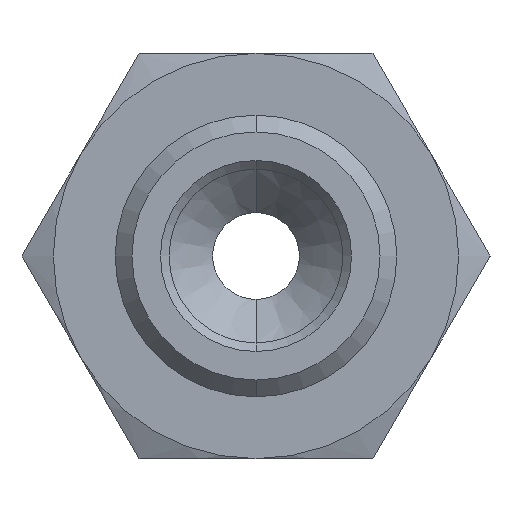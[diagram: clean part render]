
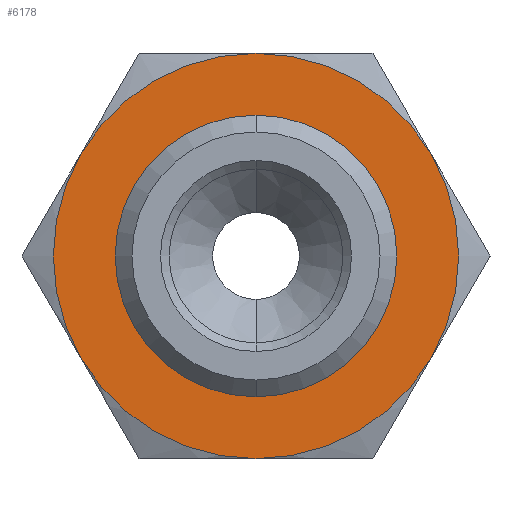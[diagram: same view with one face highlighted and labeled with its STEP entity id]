
A CAD part, left-side view. The second image highlights one B-rep face of the part: STEP entity #6178.
In plain terms, the highlighted planar face has unit normal (-1, 0, 0).
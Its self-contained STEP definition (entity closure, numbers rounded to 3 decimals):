
#99 = FACE_OUTER_BOUND ( 'NONE', #9898, .T. ) ;
#227 = AXIS2_PLACEMENT_3D ( 'NONE', #14666, #9901, #7507 ) ;
#230 = VERTEX_POINT ( 'NONE', #7033 ) ;
#959 = EDGE_CURVE ( 'NONE', #6048, #13535, #8893, .T. ) ;
#1083 = DIRECTION ( 'NONE',  ( 0., 0., 1. ) ) ;
#1095 = CARTESIAN_POINT ( 'NONE',  ( -28., 0., 0. ) ) ;
#1334 = ORIENTED_EDGE ( 'NONE', *, *, #10632, .T. ) ;
#1526 = AXIS2_PLACEMENT_3D ( 'NONE', #1095, #3568, #3457 ) ;
#1609 = AXIS2_PLACEMENT_3D ( 'NONE', #14969, #3994, #5250 ) ;
#2365 = DIRECTION ( 'NONE',  ( -1., 0., 0. ) ) ;
#2421 = CARTESIAN_POINT ( 'NONE',  ( -28., 6.062, 3.5 ) ) ;
#2563 = CARTESIAN_POINT ( 'NONE',  ( -28., 0., 0. ) ) ;
#3264 = VERTEX_POINT ( 'NONE', #11964 ) ;
#3457 = DIRECTION ( 'NONE',  ( 0., 0., 1. ) ) ;
#3568 = DIRECTION ( 'NONE',  ( 1., 0., 0. ) ) ;
#3737 = CARTESIAN_POINT ( 'NONE',  ( -28., 0., -7. ) ) ;
#3828 = DIRECTION ( 'NONE',  ( -1., 0., 0. ) ) ;
#3994 = DIRECTION ( 'NONE',  ( -1., 0., 0. ) ) ;
#4003 = VERTEX_POINT ( 'NONE', #4985 ) ;
#4631 = CARTESIAN_POINT ( 'NONE',  ( -28., 12.68, 0. ) ) ;
#4951 = CARTESIAN_POINT ( 'NONE',  ( -28., 0., 0. ) ) ;
#4985 = CARTESIAN_POINT ( 'NONE',  ( -28., -6.062, -3.5 ) ) ;
#5160 = AXIS2_PLACEMENT_3D ( 'NONE', #2563, #3828, #12180 ) ;
#5250 = DIRECTION ( 'NONE',  ( 0., 0., 1. ) ) ;
#5393 = CARTESIAN_POINT ( 'NONE',  ( -28., 0., 7. ) ) ;
#5578 = DIRECTION ( 'NONE',  ( 0., 0., 1. ) ) ;
#5713 = DIRECTION ( 'NONE',  ( -1., 0., 0. ) ) ;
#5778 = AXIS2_PLACEMENT_3D ( 'NONE', #4631, #2365, #10711 ) ;
#5821 = CIRCLE ( 'NONE', #1526, 4.289 ) ;
#5833 = PLANE ( 'NONE',  #5778 ) ;
#6023 = AXIS2_PLACEMENT_3D ( 'NONE', #4951, #9742, #11059 ) ;
#6048 = VERTEX_POINT ( 'NONE', #11957 ) ;
#6074 = ORIENTED_EDGE ( 'NONE', *, *, #13234, .T. ) ;
#6129 = VERTEX_POINT ( 'NONE', #2421 ) ;
#6178 = ADVANCED_FACE ( 'NONE', ( #8384, #99 ), #5833, .T. ) ;
#6232 = ORIENTED_EDGE ( 'NONE', *, *, #13947, .T. ) ;
#6274 = EDGE_CURVE ( 'NONE', #4003, #6048, #6865, .T. ) ;
#6369 = CARTESIAN_POINT ( 'NONE',  ( -28., 0., 0. ) ) ;
#6865 = CIRCLE ( 'NONE', #10895, 7. ) ;
#7033 = CARTESIAN_POINT ( 'NONE',  ( -28., 0., 4.289 ) ) ;
#7201 = CARTESIAN_POINT ( 'NONE',  ( -28., 6.062, -3.5 ) ) ;
#7353 = ORIENTED_EDGE ( 'NONE', *, *, #6274, .T. ) ;
#7404 = CIRCLE ( 'NONE', #14744, 7. ) ;
#7507 = DIRECTION ( 'NONE',  ( 0., 0., 1. ) ) ;
#8115 = CARTESIAN_POINT ( 'NONE',  ( -28., 0., 0. ) ) ;
#8384 = FACE_BOUND ( 'NONE', #14989, .T. ) ;
#8638 = CIRCLE ( 'NONE', #227, 4.289 ) ;
#8893 = CIRCLE ( 'NONE', #5160, 7. ) ;
#8929 = DIRECTION ( 'NONE',  ( -1., 0., 0. ) ) ;
#9431 = VERTEX_POINT ( 'NONE', #3737 ) ;
#9445 = CIRCLE ( 'NONE', #1609, 7. ) ;
#9460 = EDGE_CURVE ( 'NONE', #6129, #12223, #10622, .T. ) ;
#9742 = DIRECTION ( 'NONE',  ( -1., 0., 0. ) ) ;
#9898 = EDGE_LOOP ( 'NONE', ( #10183, #6232, #12588, #1334, #6074, #7353 ) ) ;
#9901 = DIRECTION ( 'NONE',  ( 1., 0., 0. ) ) ;
#10183 = ORIENTED_EDGE ( 'NONE', *, *, #959, .T. ) ;
#10463 = CARTESIAN_POINT ( 'NONE',  ( -28., 0., 0. ) ) ;
#10515 = DIRECTION ( 'NONE',  ( -1., 0., 0. ) ) ;
#10622 = CIRCLE ( 'NONE', #6023, 7. ) ;
#10632 = EDGE_CURVE ( 'NONE', #12223, #9431, #7404, .T. ) ;
#10711 = DIRECTION ( 'NONE',  ( 0., 0., 1. ) ) ;
#10895 = AXIS2_PLACEMENT_3D ( 'NONE', #6369, #8929, #13626 ) ;
#11059 = DIRECTION ( 'NONE',  ( 0., 0., 1. ) ) ;
#11957 = CARTESIAN_POINT ( 'NONE',  ( -28., -6.062, 3.5 ) ) ;
#11964 = CARTESIAN_POINT ( 'NONE',  ( -28., 0., -4.289 ) ) ;
#12180 = DIRECTION ( 'NONE',  ( 0., 0., 1. ) ) ;
#12223 = VERTEX_POINT ( 'NONE', #7201 ) ;
#12588 = ORIENTED_EDGE ( 'NONE', *, *, #9460, .T. ) ;
#12786 = AXIS2_PLACEMENT_3D ( 'NONE', #10463, #10515, #5578 ) ;
#13234 = EDGE_CURVE ( 'NONE', #9431, #4003, #9445, .T. ) ;
#13535 = VERTEX_POINT ( 'NONE', #5393 ) ;
#13626 = DIRECTION ( 'NONE',  ( 0., 0., 1. ) ) ;
#13815 = ORIENTED_EDGE ( 'NONE', *, *, #14540, .T. ) ;
#13891 = CIRCLE ( 'NONE', #12786, 7. ) ;
#13947 = EDGE_CURVE ( 'NONE', #13535, #6129, #13891, .T. ) ;
#14540 = EDGE_CURVE ( 'NONE', #230, #3264, #5821, .T. ) ;
#14666 = CARTESIAN_POINT ( 'NONE',  ( -28., 0., 0. ) ) ;
#14744 = AXIS2_PLACEMENT_3D ( 'NONE', #8115, #5713, #1083 ) ;
#14969 = CARTESIAN_POINT ( 'NONE',  ( -28., 0., 0. ) ) ;
#14989 = EDGE_LOOP ( 'NONE', ( #13815, #15104 ) ) ;
#15076 = EDGE_CURVE ( 'NONE', #3264, #230, #8638, .T. ) ;
#15104 = ORIENTED_EDGE ( 'NONE', *, *, #15076, .T. ) ;
